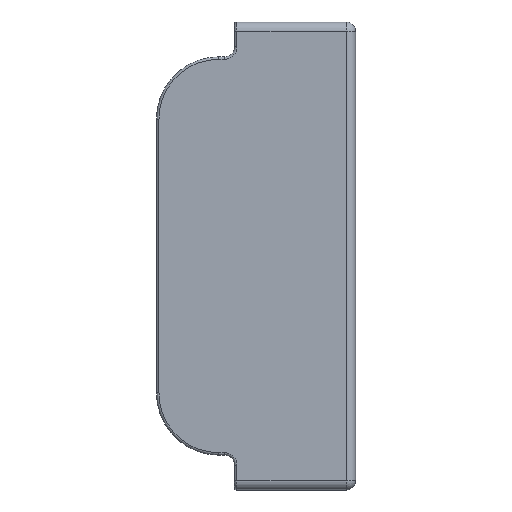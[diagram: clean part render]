
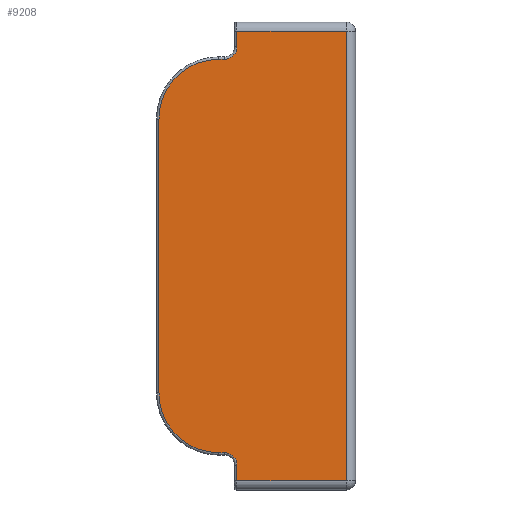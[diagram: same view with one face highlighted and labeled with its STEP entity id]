
A CAD part, left-side view. The second image highlights one B-rep face of the part: STEP entity #9208.
In plain terms, the highlighted planar face has unit normal (-1, 0, 0).
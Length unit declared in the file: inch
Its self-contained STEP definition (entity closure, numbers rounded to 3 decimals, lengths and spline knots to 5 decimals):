
#730=PLANE('',#9783);
#905=LINE('',#12212,#1668);
#907=LINE('',#12224,#1670);
#909=LINE('',#12236,#1672);
#911=LINE('',#12248,#1674);
#913=LINE('',#12260,#1676);
#928=LINE('',#12306,#1691);
#929=LINE('',#12308,#1692);
#930=LINE('',#12309,#1693);
#1668=VECTOR('',#10318,0.3937);
#1670=VECTOR('',#10332,0.3937);
#1672=VECTOR('',#10346,0.3937);
#1674=VECTOR('',#10360,0.3937);
#1676=VECTOR('',#10374,0.3937);
#1691=VECTOR('',#10425,0.3937);
#1692=VECTOR('',#10426,0.3937);
#1693=VECTOR('',#10427,0.3937);
#2557=FACE_OUTER_BOUND('',#3087,.T.);
#3087=EDGE_LOOP('',(#6356,#6357,#6358,#6359,#6360,#6361,#6362,#6363,#6364,
#6365,#6366,#6367));
#3653=CIRCLE('',#9744,0.25);
#3657=CIRCLE('',#9750,1.2);
#3661=CIRCLE('',#9756,1.2);
#3665=CIRCLE('',#9762,0.25);
#3895=VERTEX_POINT('',#12201);
#3899=VERTEX_POINT('',#12210);
#3901=VERTEX_POINT('',#12216);
#3903=VERTEX_POINT('',#12222);
#3905=VERTEX_POINT('',#12228);
#3907=VERTEX_POINT('',#12234);
#3909=VERTEX_POINT('',#12240);
#3911=VERTEX_POINT('',#12246);
#3913=VERTEX_POINT('',#12252);
#3915=VERTEX_POINT('',#12258);
#3928=VERTEX_POINT('',#12305);
#3929=VERTEX_POINT('',#12307);
#4840=EDGE_CURVE('',#3899,#3895,#905,.T.);
#4843=EDGE_CURVE('',#3901,#3899,#3653,.T.);
#4846=EDGE_CURVE('',#3903,#3901,#907,.T.);
#4849=EDGE_CURVE('',#3905,#3903,#3657,.T.);
#4852=EDGE_CURVE('',#3907,#3905,#909,.T.);
#4855=EDGE_CURVE('',#3909,#3907,#3661,.T.);
#4858=EDGE_CURVE('',#3911,#3909,#911,.T.);
#4861=EDGE_CURVE('',#3913,#3911,#3665,.T.);
#4864=EDGE_CURVE('',#3915,#3913,#913,.T.);
#4887=EDGE_CURVE('',#3928,#3915,#928,.T.);
#4888=EDGE_CURVE('',#3929,#3928,#929,.T.);
#4889=EDGE_CURVE('',#3895,#3929,#930,.T.);
#6356=ORIENTED_EDGE('',*,*,#4864,.F.);
#6357=ORIENTED_EDGE('',*,*,#4887,.F.);
#6358=ORIENTED_EDGE('',*,*,#4888,.F.);
#6359=ORIENTED_EDGE('',*,*,#4889,.F.);
#6360=ORIENTED_EDGE('',*,*,#4840,.F.);
#6361=ORIENTED_EDGE('',*,*,#4843,.F.);
#6362=ORIENTED_EDGE('',*,*,#4846,.F.);
#6363=ORIENTED_EDGE('',*,*,#4849,.F.);
#6364=ORIENTED_EDGE('',*,*,#4852,.F.);
#6365=ORIENTED_EDGE('',*,*,#4855,.F.);
#6366=ORIENTED_EDGE('',*,*,#4858,.F.);
#6367=ORIENTED_EDGE('',*,*,#4861,.F.);
#9208=ADVANCED_FACE('',(#2557),#730,.T.);
#9744=AXIS2_PLACEMENT_3D('',#12218,#10324,#10325);
#9750=AXIS2_PLACEMENT_3D('',#12230,#10338,#10339);
#9756=AXIS2_PLACEMENT_3D('',#12242,#10352,#10353);
#9762=AXIS2_PLACEMENT_3D('',#12254,#10366,#10367);
#9783=AXIS2_PLACEMENT_3D('',#12304,#10423,#10424);
#10318=DIRECTION('',(0.,0.,1.));
#10324=DIRECTION('center_axis',(-1.,0.,0.));
#10325=DIRECTION('ref_axis',(0.,-0.707,-0.707));
#10332=DIRECTION('',(0.,-1.,0.));
#10338=DIRECTION('center_axis',(1.,0.,0.));
#10339=DIRECTION('ref_axis',(0.,0.707,0.707));
#10346=DIRECTION('',(0.,0.,1.));
#10352=DIRECTION('center_axis',(1.,0.,0.));
#10353=DIRECTION('ref_axis',(0.,0.707,-0.707));
#10360=DIRECTION('',(0.,1.,0.));
#10366=DIRECTION('center_axis',(-1.,0.,0.));
#10367=DIRECTION('ref_axis',(0.,-0.707,0.707));
#10374=DIRECTION('',(0.,0.,1.));
#10423=DIRECTION('center_axis',(-1.,0.,0.));
#10424=DIRECTION('ref_axis',(0.,-1.,0.));
#10425=DIRECTION('',(0.,1.,0.));
#10426=DIRECTION('',(0.,0.,-1.));
#10427=DIRECTION('',(0.,-1.,0.));
#12201=CARTESIAN_POINT('',(0.,2.384,9.213));
#12210=CARTESIAN_POINT('',(0.,2.384,8.9));
#12212=CARTESIAN_POINT('',(0.,2.384,4.575));
#12216=CARTESIAN_POINT('',(0.,2.634,8.65));
#12218=CARTESIAN_POINT('Origin',(0.,2.634,8.9));
#12222=CARTESIAN_POINT('',(0.,2.75,8.65));
#12224=CARTESIAN_POINT('',(0.,3.9985,8.65));
#12228=CARTESIAN_POINT('',(0.,3.95,7.45));
#12230=CARTESIAN_POINT('Origin',(0.,2.75,7.45));
#12234=CARTESIAN_POINT('',(0.,3.95,1.95));
#12236=CARTESIAN_POINT('',(0.,3.95,4.35));
#12240=CARTESIAN_POINT('',(0.,2.75,0.75));
#12242=CARTESIAN_POINT('Origin',(0.,2.75,1.95));
#12246=CARTESIAN_POINT('',(0.,2.634,0.75));
#12248=CARTESIAN_POINT('',(0.,2.9985,0.75));
#12252=CARTESIAN_POINT('',(0.,2.384,0.5));
#12254=CARTESIAN_POINT('Origin',(0.,2.634,0.5));
#12258=CARTESIAN_POINT('',(0.,2.384,0.187));
#12260=CARTESIAN_POINT('',(0.,2.384,0.125));
#12304=CARTESIAN_POINT('Origin',(0.,3.563,0.));
#12305=CARTESIAN_POINT('',(0.,0.187,0.187));
#12306=CARTESIAN_POINT('',(0.,2.45722,0.187));
#12307=CARTESIAN_POINT('',(0.,0.187,9.213));
#12308=CARTESIAN_POINT('',(0.,0.187,0.));
#12309=CARTESIAN_POINT('',(0.,2.45722,9.213));
